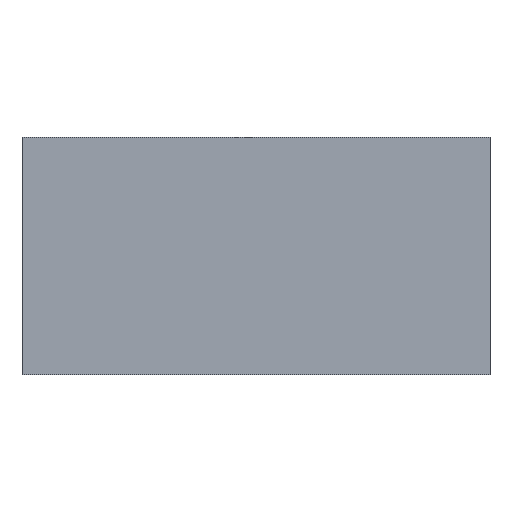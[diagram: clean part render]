
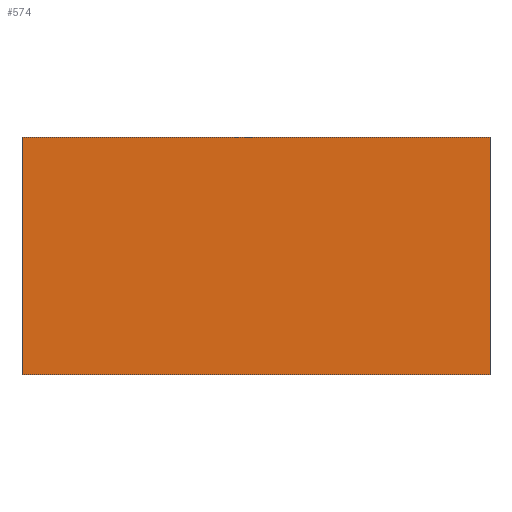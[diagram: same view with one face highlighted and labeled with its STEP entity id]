
A CAD part, front view. The second image highlights one B-rep face of the part: STEP entity #574.
In plain terms, the highlighted planar face has unit normal (0, -1, 0).
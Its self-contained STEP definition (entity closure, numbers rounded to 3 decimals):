
#29 = LINE ( 'NONE', #37, #882 ) ;
#37 = CARTESIAN_POINT ( 'NONE',  ( 30., 0., 0. ) ) ;
#40 = VECTOR ( 'NONE', #509, 1000. ) ;
#77 = AXIS2_PLACEMENT_3D ( 'NONE', #538, #216, #1028 ) ;
#85 = VERTEX_POINT ( 'NONE', #236 ) ;
#115 = CARTESIAN_POINT ( 'NONE',  ( -20., 0., 0. ) ) ;
#162 = EDGE_CURVE ( 'NONE', #85, #917, #238, .T. ) ;
#195 = DIRECTION ( 'NONE',  ( 1., 0., 0. ) ) ;
#216 = DIRECTION ( 'NONE',  ( 0., -1., 0. ) ) ;
#236 = CARTESIAN_POINT ( 'NONE',  ( -20., 0., 0. ) ) ;
#238 = LINE ( 'NONE', #115, #40 ) ;
#265 = DIRECTION ( 'NONE',  ( 0., 0., -1. ) ) ;
#399 = VERTEX_POINT ( 'NONE', #441 ) ;
#441 = CARTESIAN_POINT ( 'NONE',  ( -20., 0., 25.4 ) ) ;
#450 = EDGE_CURVE ( 'NONE', #399, #890, #900, .T. ) ;
#465 = ORIENTED_EDGE ( 'NONE', *, *, #450, .F. ) ;
#467 = CARTESIAN_POINT ( 'NONE',  ( 30., 0., 25.4 ) ) ;
#473 = ORIENTED_EDGE ( 'NONE', *, *, #475, .F. ) ;
#475 = EDGE_CURVE ( 'NONE', #890, #917, #29, .T. ) ;
#497 = VECTOR ( 'NONE', #195, 1000. ) ;
#509 = DIRECTION ( 'NONE',  ( 1., 0., 0. ) ) ;
#520 = VECTOR ( 'NONE', #795, 1000. ) ;
#538 = CARTESIAN_POINT ( 'NONE',  ( -20., 0., 0. ) ) ;
#547 = CARTESIAN_POINT ( 'NONE',  ( -20., 0., 0. ) ) ;
#565 = CARTESIAN_POINT ( 'NONE',  ( 30., 0., 0. ) ) ;
#574 = ADVANCED_FACE ( 'NONE', ( #932 ), #1034, .T. ) ;
#698 = EDGE_LOOP ( 'NONE', ( #465, #918, #800, #473 ) ) ;
#712 = EDGE_CURVE ( 'NONE', #85, #399, #953, .T. ) ;
#795 = DIRECTION ( 'NONE',  ( 0., 0., 1. ) ) ;
#800 = ORIENTED_EDGE ( 'NONE', *, *, #162, .T. ) ;
#857 = CARTESIAN_POINT ( 'NONE',  ( 5., 0., 25.4 ) ) ;
#882 = VECTOR ( 'NONE', #265, 1000. ) ;
#890 = VERTEX_POINT ( 'NONE', #467 ) ;
#900 = LINE ( 'NONE', #857, #497 ) ;
#917 = VERTEX_POINT ( 'NONE', #565 ) ;
#918 = ORIENTED_EDGE ( 'NONE', *, *, #712, .F. ) ;
#932 = FACE_OUTER_BOUND ( 'NONE', #698, .T. ) ;
#953 = LINE ( 'NONE', #547, #520 ) ;
#1028 = DIRECTION ( 'NONE',  ( 0., 0., -1. ) ) ;
#1034 = PLANE ( 'NONE',  #77 ) ;
